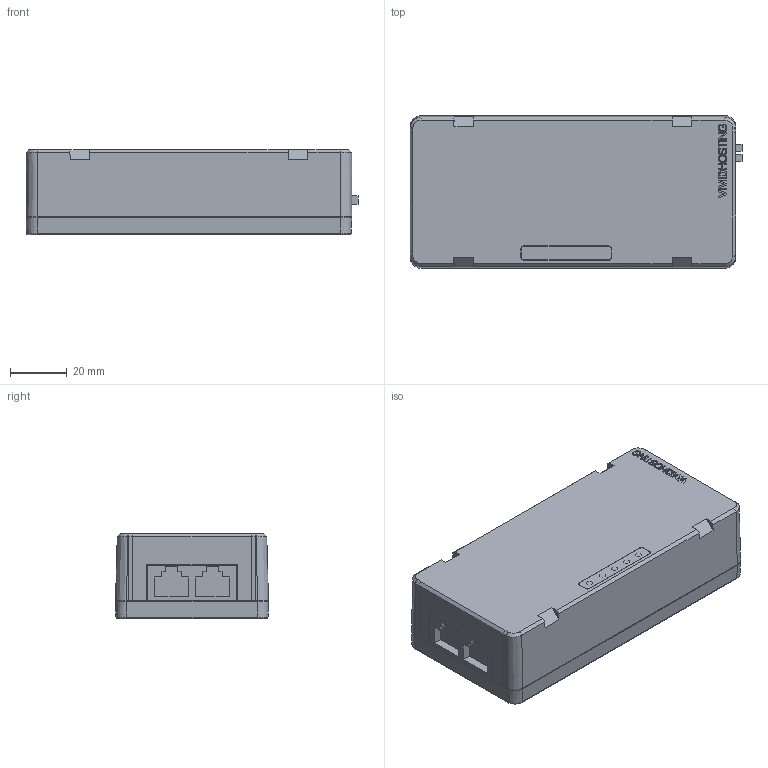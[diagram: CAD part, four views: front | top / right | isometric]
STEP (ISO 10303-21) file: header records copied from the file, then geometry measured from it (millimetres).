
FILE_DESCRIPTION (( 'STEP AP214' ), '1' );
FILE_NAME ('VH-109 Public 2024-01-02.STEP', '2024-01-03T04:46:25', ( '' ), ( '' ), 'SwSTEP 2.0', 'SolidWorks 2023', '' );
FILE_SCHEMA (( 'AUTOMOTIVE_DESIGN' ));
Length unit declared in the file: millimetre
Products named in the file (1): VH-109 Public 2024-01-02
Bounding box: 117.2 x 53.99 x 30.1 mm (x, y, z)
Volume: 49770 mm3; surface area: 51099.5 mm2
Topology: 11 solids, 11 shells, 1049 faces, 2898 edges, 1900 vertices
Faces by surface type: plane 644, cylinder 151, bspline 132, cone 94, sphere 16, torus 12
Entity records: 56572 total; most frequent: CARTESIAN_POINT 19401, ORIENTED_EDGE 5764, DIRECTION 4555, EDGE_CURVE 2882, VERTEX_POINT 1900, VECTOR 1827, LINE 1827, AXIS2_PLACEMENT_3D 1364
